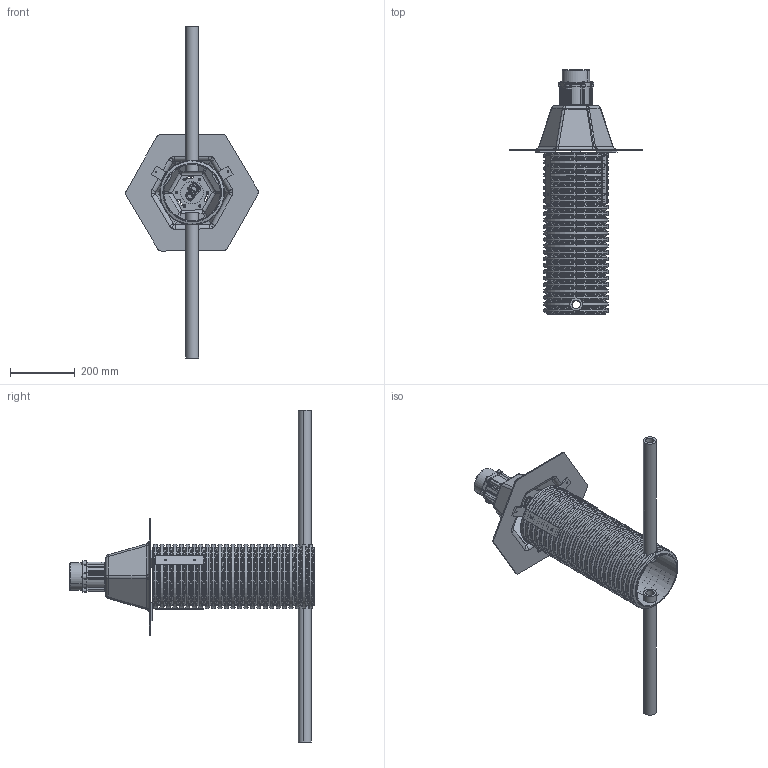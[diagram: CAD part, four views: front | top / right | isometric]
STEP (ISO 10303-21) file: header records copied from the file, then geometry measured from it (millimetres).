
FILE_DESCRIPTION (( 'STEP AP214' ), '1' );
FILE_NAME ('Ñáîðêà ñ ãðóíò.STEP', '2018-02-25T16:33:26', ( '' ), ( '' ), 'SwSTEP 2.0', 'SolidWorks 2018', '' );
FILE_SCHEMA (( 'AUTOMOTIVE_DESIGN' ));
Length unit declared in the file: millimetre
Products named in the file (23): 矧譇擯魡_(yellow); 砑鳧罻; ﾒ矜; 赶鎀-1; Ñáîðêà ïèðàìèäû áàéîíåò; 鏝鐨僗賾摳; Ñáîðêà ôîíàðÿ áàéîíåò; 扻翴膷闉 櫡櫡 栖闉罻; Ñáîðêà ñ ãðóíò; 膰翴膷闉 櫡櫡; 扻翴膷闉 憵憵 栖闉罻 1; êîíåêòîð çàæèì; êîíåêòîð ìàìà çàù¸ëêà; 膰翴膷闉 憵憵; 砎鍒鍱 25; ãàéêà ïîä ïðîâîäà çàæèìíàÿ; Âòóëêà áàéîíåò; socket button head cap screw_am_B18.3.4M - 4 x 0.7 x 16 SBHCS --N; 婜縺蹞; LLC-AC-D2; LLC-AC-U1; 凎賥縺_3; Êîðïóñ ë.õâîñò
Assembly tree (45 placements, depth 5):
  Ñáîðêà ñ ãðóíò
    鏝鐨僗賾摳
    赶鎀-1  x3
    砑鳧罻  x3
    Ñáîðêà ïèðàìèäû áàéîíåò
      矧譇擯魡_(yellow)
      Ñáîðêà ôîíàðÿ áàéîíåò
        Êîðïóñ ë.õâîñò
        凎賥縺_3  x3
        LLC-AC-U1
        LLC-AC-D2
        婜縺蹞
        socket button head cap screw_am_B18.3.4M - 4 x 0.7 x 16 SBHCS --N  x12
        Âòóëêà áàéîíåò  x3
        ãàéêà ïîä ïðîâîäà çàæèìíàÿ  x2
        砎鍒鍱 25  x2
        扻翴膷闉 憵憵 栖闉罻 1
          膰翴膷闉 憵憵
          êîíåêòîð ìàìà çàù¸ëêà
          êîíåêòîð çàæèì
        扻翴膷闉 櫡櫡 栖闉罻
          膰翴膷闉 櫡櫡
          êîíåêòîð çàæèì
    ﾒ矜  x2
Bounding box: 411.96 x 758.25 x 1028.59 mm (x, y, z)
Volume: 4224977 mm3; surface area: 1537237.2 mm2
Topology: 41 solids, 41 shells, 1955 faces, 4842 edges, 2975 vertices
Faces by surface type: cylinder 805, plane 626, torus 290, cone 154, bspline 54, sphere 26
Entity records: 45817 total; most frequent: CARTESIAN_POINT 10484, DIRECTION 7661, ORIENTED_EDGE 6844, EDGE_CURVE 3422, AXIS2_PLACEMENT_3D 3098, VERTEX_POINT 2103, CIRCLE 1721, EDGE_LOOP 1521
